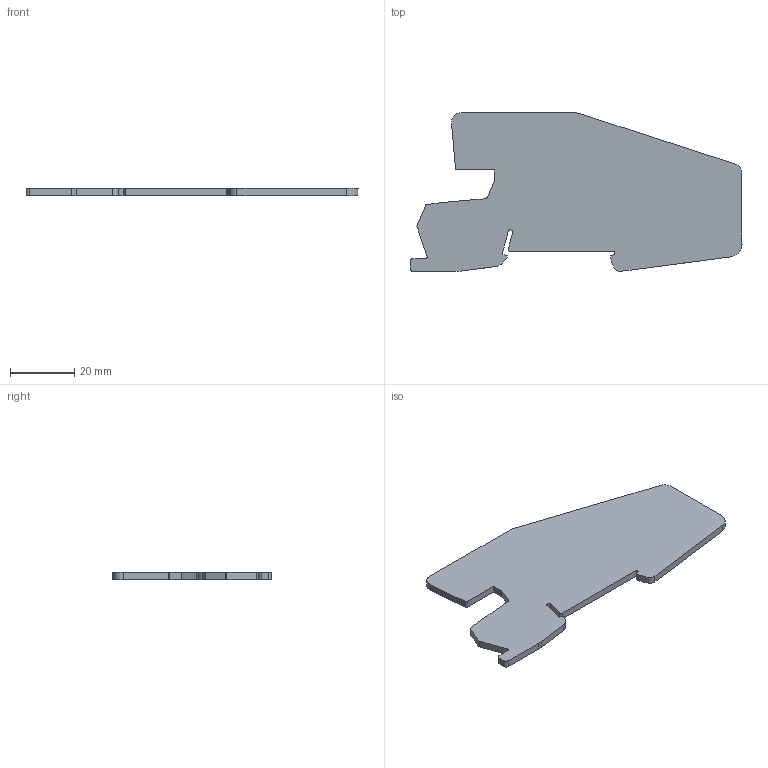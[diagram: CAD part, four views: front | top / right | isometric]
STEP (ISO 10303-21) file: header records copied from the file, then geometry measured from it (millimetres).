
FILE_DESCRIPTION(('SolidDesigner STEP Export'),'2;1');
FILE_NAME('3213990_ATP_PTI_3-select.stp','2012-05-14T14:47:35',(''),(''),'CoCreate Modeling STEP processor for AP214 (Solid Model)','CoCreate Modeling 16.00A 16-Aug-2008 (C) Parametric Technology GmbH','');
FILE_SCHEMA(('AUTOMOTIVE_DESIGN { 1 0 10303 214 1 1 1 1 }'));
Length unit declared in the file: millimetre
Products named in the file (2): 3213990_ATP_PTI_3-select
Assembly tree (1 placements, depth 2):
  3213990_ATP_PTI_3-select
    3213990_ATP_PTI_3-select
Bounding box: 103 x 49.3 x 2.2 mm (x, y, z)
Volume: 8273 mm3; surface area: 8246.2 mm2
Topology: 1 solids, 1 shells, 48 faces, 138 edges, 92 vertices
Faces by surface type: plane 28, cylinder 20
Entity records: 1966 total; most frequent: ORIENTED_EDGE 276, CARTESIAN_POINT 271, DIRECTION 260, EDGE_CURVE 138, VECTOR 98, LINE 98, VERTEX_POINT 92, AXIS2_PLACEMENT_3D 81
